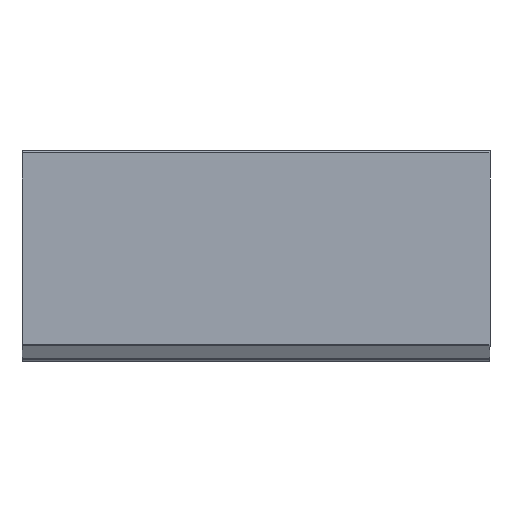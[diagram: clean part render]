
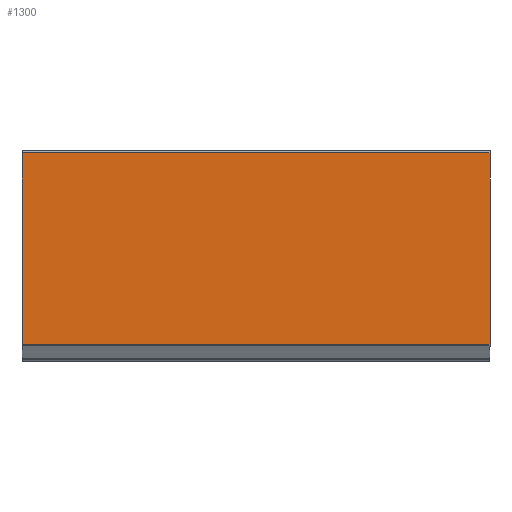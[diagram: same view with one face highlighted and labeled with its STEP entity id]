
A CAD part, top view. The second image highlights one B-rep face of the part: STEP entity #1300.
In plain terms, the highlighted planar face has unit normal (0, 0, 1).
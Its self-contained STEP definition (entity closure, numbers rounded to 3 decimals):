
#7 = PLANE ( 'NONE',  #5535 ) ;
#56 = DIRECTION ( 'NONE',  ( 0., 0., -1. ) ) ;
#218 = DIRECTION ( 'NONE',  ( 0., 1., 0. ) ) ;
#296 = LINE ( 'NONE', #1117, #1159 ) ;
#310 = ORIENTED_EDGE ( 'NONE', *, *, #1189, .T. ) ;
#458 = FACE_OUTER_BOUND ( 'NONE', #3853, .T. ) ;
#494 = LINE ( 'NONE', #1724, #1275 ) ;
#530 = CARTESIAN_POINT ( 'NONE',  ( -303., 123.225, 1.2 ) ) ;
#734 = CARTESIAN_POINT ( 'NONE',  ( 303., -124.598, 1.2 ) ) ;
#1117 = CARTESIAN_POINT ( 'NONE',  ( 303., -125.1, 1.2 ) ) ;
#1155 = ORIENTED_EDGE ( 'NONE', *, *, #2291, .T. ) ;
#1159 = VECTOR ( 'NONE', #218, 1000. ) ;
#1189 = EDGE_CURVE ( 'NONE', #4327, #3800, #3028, .T. ) ;
#1275 = VECTOR ( 'NONE', #3906, 1000. ) ;
#1300 = ADVANCED_FACE ( 'NONE', ( #458 ), #7, .F. ) ;
#1724 = CARTESIAN_POINT ( 'NONE',  ( 303., 123.225, 1.2 ) ) ;
#2226 = ORIENTED_EDGE ( 'NONE', *, *, #5105, .T. ) ;
#2291 = EDGE_CURVE ( 'NONE', #5510, #5398, #296, .T. ) ;
#3028 = LINE ( 'NONE', #4467, #5416 ) ;
#3133 = CARTESIAN_POINT ( 'NONE',  ( 303., 125.1, 1.2 ) ) ;
#3656 = DIRECTION ( 'NONE',  ( -1., 0., 0. ) ) ;
#3800 = VERTEX_POINT ( 'NONE', #4080 ) ;
#3853 = EDGE_LOOP ( 'NONE', ( #4808, #310, #2226, #1155 ) ) ;
#3906 = DIRECTION ( 'NONE',  ( -1., 0., 0. ) ) ;
#3971 = DIRECTION ( 'NONE',  ( 0., -1., 0. ) ) ;
#4080 = CARTESIAN_POINT ( 'NONE',  ( -303., -124.598, 1.2 ) ) ;
#4263 = VECTOR ( 'NONE', #4887, 1000. ) ;
#4327 = VERTEX_POINT ( 'NONE', #530 ) ;
#4419 = CARTESIAN_POINT ( 'NONE',  ( -303., -124.598, 1.2 ) ) ;
#4467 = CARTESIAN_POINT ( 'NONE',  ( -303., -125.1, 1.2 ) ) ;
#4715 = CARTESIAN_POINT ( 'NONE',  ( 303., 123.225, 1.2 ) ) ;
#4808 = ORIENTED_EDGE ( 'NONE', *, *, #5719, .T. ) ;
#4887 = DIRECTION ( 'NONE',  ( 1., 0., 0. ) ) ;
#4889 = LINE ( 'NONE', #4419, #4263 ) ;
#5105 = EDGE_CURVE ( 'NONE', #3800, #5510, #4889, .T. ) ;
#5398 = VERTEX_POINT ( 'NONE', #4715 ) ;
#5416 = VECTOR ( 'NONE', #3971, 1000. ) ;
#5510 = VERTEX_POINT ( 'NONE', #734 ) ;
#5535 = AXIS2_PLACEMENT_3D ( 'NONE', #3133, #56, #3656 ) ;
#5719 = EDGE_CURVE ( 'NONE', #5398, #4327, #494, .T. ) ;
